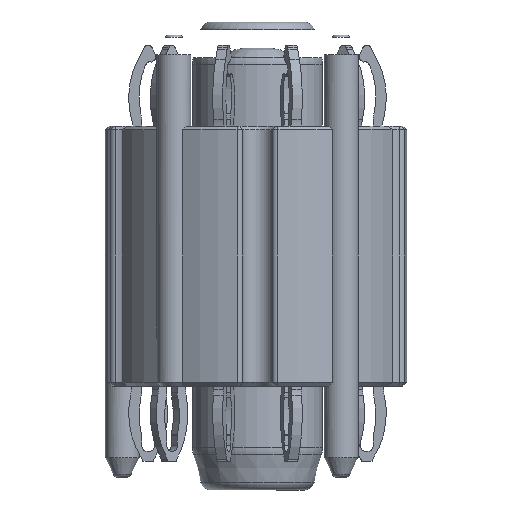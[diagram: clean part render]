
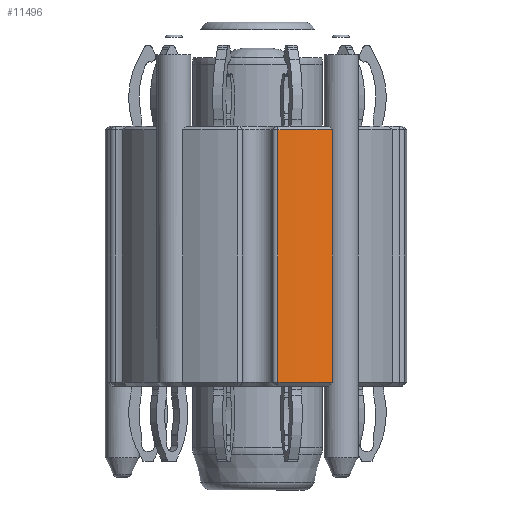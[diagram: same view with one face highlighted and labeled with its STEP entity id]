
A CAD part, left-side view. The second image highlights one B-rep face of the part: STEP entity #11496.
In plain terms, the highlighted cylindrical face has radius 5.75 mm (diameter 11.5 mm), a partial arc.
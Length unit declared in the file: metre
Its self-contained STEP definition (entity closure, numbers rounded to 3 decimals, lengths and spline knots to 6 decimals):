
#957=FACE_OUTER_BOUND('',#1607,.T.);
#1607=EDGE_LOOP('',(#10235,#10236,#10237,#10238));
#2381=CIRCLE('',#12817,0.00575);
#2382=CIRCLE('',#12818,0.00575);
#3321=LINE('',#19736,#4282);
#3339=LINE('',#19942,#4300);
#4282=VECTOR('',#16083,1.);
#4300=VECTOR('',#16301,1.);
#5362=VERTEX_POINT('',#19728);
#5363=VERTEX_POINT('',#19735);
#5428=VERTEX_POINT('',#19940);
#5429=VERTEX_POINT('',#19941);
#6980=EDGE_CURVE('',#5363,#5362,#3321,.F.);
#7074=EDGE_CURVE('',#5428,#5429,#3339,.F.);
#7085=EDGE_CURVE('',#5362,#5428,#2381,.T.);
#7086=EDGE_CURVE('',#5429,#5363,#2382,.T.);
#10235=ORIENTED_EDGE('',*,*,#6980,.T.);
#10236=ORIENTED_EDGE('',*,*,#7085,.T.);
#10237=ORIENTED_EDGE('',*,*,#7074,.T.);
#10238=ORIENTED_EDGE('',*,*,#7086,.T.);
#10929=CYLINDRICAL_SURFACE('',#12816,0.00575);
#11496=ADVANCED_FACE('',(#957),#10929,.T.);
#12816=AXIS2_PLACEMENT_3D('',#19961,#16325,#16326);
#12817=AXIS2_PLACEMENT_3D('',#19962,#16327,#16328);
#12818=AXIS2_PLACEMENT_3D('',#19963,#16329,#16330);
#16083=DIRECTION('',(0.,0.,-1.));
#16301=DIRECTION('',(0.,0.,1.));
#16325=DIRECTION('center_axis',(0.,0.,
1.));
#16326=DIRECTION('ref_axis',(0.,-1.,0.));
#16327=DIRECTION('center_axis',(0.,0.,-1.));
#16328=DIRECTION('ref_axis',(0.,1.,0.));
#16329=DIRECTION('center_axis',(0.,0.,1.));
#16330=DIRECTION('ref_axis',(1.,0.,0.));
#19728=CARTESIAN_POINT('',(0.04502,-0.027875,0.00185));
#19735=CARTESIAN_POINT('',(0.04502,-0.027875,-0.00785));
#19736=CARTESIAN_POINT('',(0.04502,-0.027875,-0.0045));
#19940=CARTESIAN_POINT('',(0.044304,-0.025787,0.00185));
#19941=CARTESIAN_POINT('',(0.044304,-0.025787,-0.00785));
#19942=CARTESIAN_POINT('',(0.044304,-0.025787,-0.00785));
#19961=CARTESIAN_POINT('Origin',(0.05,-0.025,
-0.00785));
#19962=CARTESIAN_POINT('Origin',(0.05,-0.025,
0.00185));
#19963=CARTESIAN_POINT('Origin',(0.05,-0.025,
-0.00785));
